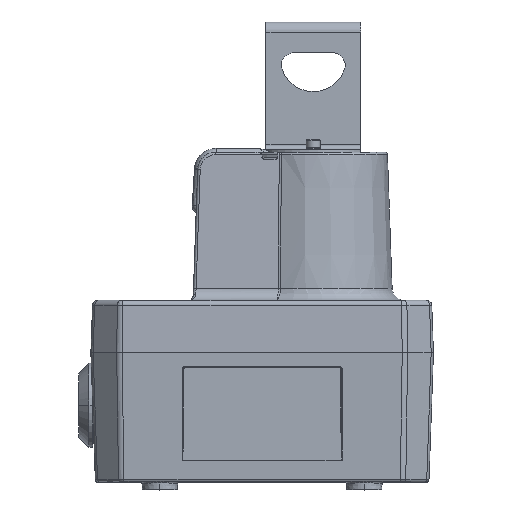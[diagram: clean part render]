
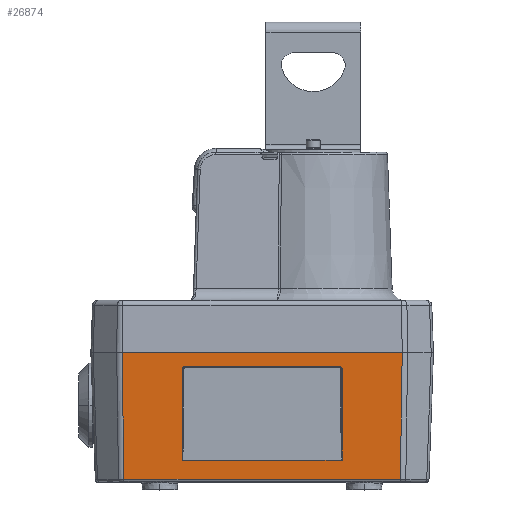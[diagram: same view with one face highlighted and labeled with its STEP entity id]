
A CAD part, top view. The second image highlights one B-rep face of the part: STEP entity #26874.
In plain terms, the highlighted face is planar.
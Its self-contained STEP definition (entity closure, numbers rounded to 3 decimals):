
#17 = CARTESIAN_POINT ( 'NONE',  ( -31.297, -41.519, -65.55 ) ) ;
#756 = CARTESIAN_POINT ( 'NONE',  ( 31.285, -41.523, -65.55 ) ) ;
#1227 = CARTESIAN_POINT ( 'NONE',  ( -30., -4.71, -66.836 ) ) ;
#1428 = CARTESIAN_POINT ( 'NONE',  ( -30.762, -4.71, -66.836 ) ) ;
#1699 = EDGE_CURVE ( 'NONE', #15007, #9737, #19099, .T. ) ;
#1950 = CARTESIAN_POINT ( 'NONE',  ( 31.3, 0., -67. ) ) ;
#2279 = CARTESIAN_POINT ( 'NONE',  ( 31.3, -5.249, -66.817 ) ) ;
#2506 = CARTESIAN_POINT ( 'NONE',  ( 56.037, -41.523, -65.55 ) ) ;
#3087 = CARTESIAN_POINT ( 'NONE',  ( 54.802, 0.5, -67.017 ) ) ;
#3298 = CARTESIAN_POINT ( 'NONE',  ( -31.3, 0., -67. ) ) ;
#3896 = ORIENTED_EDGE ( 'NONE', *, *, #20748, .T. ) ;
#4057 = ORIENTED_EDGE ( 'NONE', *, *, #12722, .T. ) ;
#4851 = DIRECTION ( 'NONE',  ( 1., 0., 0. ) ) ;
#5240 = VECTOR ( 'NONE', #36396, 1000. ) ;
#5525 = VERTEX_POINT ( 'NONE', #20893 ) ;
#5846 = CARTESIAN_POINT ( 'NONE',  ( 54.085, -49.035, -65.288 ) ) ;
#6079 = CARTESIAN_POINT ( 'NONE',  ( -31.29, -41.522, -65.55 ) ) ;
#6238 = CARTESIAN_POINT ( 'NONE',  ( 31.3, -41.517, -65.55 ) ) ;
#6280 = CARTESIAN_POINT ( 'NONE',  ( -31.3, -6.01, -66.79 ) ) ;
#6300 = ORIENTED_EDGE ( 'NONE', *, *, #28539, .T. ) ;
#6437 = ORIENTED_EDGE ( 'NONE', *, *, #12141, .T. ) ;
#6624 = CARTESIAN_POINT ( 'NONE',  ( 31.288, -41.523, -65.55 ) ) ;
#8420 = DIRECTION ( 'NONE',  ( -1., 0., 0. ) ) ;
#8525 = VECTOR ( 'NONE', #4851, 1000. ) ;
#9549 = CARTESIAN_POINT ( 'NONE',  ( 31.294, -41.521, -65.55 ) ) ;
#9601 = ORIENTED_EDGE ( 'NONE', *, *, #30114, .T. ) ;
#9737 = VERTEX_POINT ( 'NONE', #32955 ) ;
#9898 = DIRECTION ( 'NONE',  ( 0., -0.999, 0.035 ) ) ;
#9984 = CARTESIAN_POINT ( 'NONE',  ( 31.3, -41.517, -65.55 ) ) ;
#10293 = CARTESIAN_POINT ( 'NONE',  ( -54.772, -1.601, -66.944 ) ) ;
#10399 = CARTESIAN_POINT ( 'NONE',  ( -31.3, -6.01, -66.79 ) ) ;
#11833 = CARTESIAN_POINT ( 'NONE',  ( 31.3, -6.01, -66.79 ) ) ;
#12069 = VERTEX_POINT ( 'NONE', #5846 ) ;
#12141 = EDGE_CURVE ( 'NONE', #35599, #31387, #18912, .T. ) ;
#12202 = FACE_OUTER_BOUND ( 'NONE', #27038, .T. ) ;
#12609 = ORIENTED_EDGE ( 'NONE', *, *, #22213, .T. ) ;
#12623 = DIRECTION ( 'NONE',  ( -0.014, -0.999, 0.035 ) ) ;
#12722 = EDGE_CURVE ( 'NONE', #14725, #23643, #28348, .T. ) ;
#12957 = LINE ( 'NONE', #20994, #5240 ) ;
#13142 = LINE ( 'NONE', #19392, #31733 ) ;
#13500 = EDGE_CURVE ( 'NONE', #12069, #15007, #12957, .T. ) ;
#14306 = CARTESIAN_POINT ( 'NONE',  ( -31.299, -41.518, -65.55 ) ) ;
#14587 = ORIENTED_EDGE ( 'NONE', *, *, #1699, .T. ) ;
#14676 = LINE ( 'NONE', #32442, #17187 ) ;
#14725 = VERTEX_POINT ( 'NONE', #9984 ) ;
#15007 = VERTEX_POINT ( 'NONE', #16054 ) ;
#15413 = CARTESIAN_POINT ( 'NONE',  ( 31.291, -41.522, -65.55 ) ) ;
#16054 = CARTESIAN_POINT ( 'NONE',  ( -54.085, -49.035, -65.288 ) ) ;
#16471 = VERTEX_POINT ( 'NONE', #3087 ) ;
#16842 = DIRECTION ( 'NONE',  ( -1., 0., 0. ) ) ;
#17187 = VECTOR ( 'NONE', #8420, 1000. ) ;
#17429 = CARTESIAN_POINT ( 'NONE',  ( -31.298, -41.519, -65.55 ) ) ;
#18170 = CARTESIAN_POINT ( 'NONE',  ( 31.296, -41.52, -65.55 ) ) ;
#18270 = PLANE ( 'NONE',  #25603 ) ;
#18361 = CARTESIAN_POINT ( 'NONE',  ( 31.297, -41.519, -65.55 ) ) ;
#18627 = B_SPLINE_CURVE_WITH_KNOTS ( 'NONE', 3,
 ( #20937, #14306, #17429, #17, #35383, #23095, #32837, #6079, #32080, #35005 ),
 .UNSPECIFIED., .F., .F.,
 ( 4, 3, 3, 4 ),
 ( 0., 0., 0., 0. ),
 .UNSPECIFIED. ) ;
#18912 = LINE ( 'NONE', #3298, #31926 ) ;
#19099 = LINE ( 'NONE', #10293, #36637 ) ;
#19392 = CARTESIAN_POINT ( 'NONE',  ( 56.037, -4.71, -66.836 ) ) ;
#19492 = DIRECTION ( 'NONE',  ( -0.014, 0.999, -0.035 ) ) ;
#20244 = CARTESIAN_POINT ( 'NONE',  ( 30., -4.71, -66.836 ) ) ;
#20606 = CARTESIAN_POINT ( 'NONE',  ( 56.037, 0., -67. ) ) ;
#20748 = EDGE_CURVE ( 'NONE', #16471, #12069, #36799, .T. ) ;
#20807 = B_SPLINE_CURVE_WITH_KNOTS ( 'NONE', 3,
 ( #756, #6624, #15413, #9549, #21086, #18170, #18361, #32993, #27153, #6238 ),
 .UNSPECIFIED., .F., .F.,
 ( 4, 3, 3, 4 ),
 ( 0., 0., 0., 0. ),
 .UNSPECIFIED. ) ;
#20893 = CARTESIAN_POINT ( 'NONE',  ( -31.285, -41.523, -65.55 ) ) ;
#20937 = CARTESIAN_POINT ( 'NONE',  ( -31.3, -41.517, -65.55 ) ) ;
#20994 = CARTESIAN_POINT ( 'NONE',  ( -54.071, -49.035, -65.288 ) ) ;
#21086 = CARTESIAN_POINT ( 'NONE',  ( 31.295, -41.521, -65.55 ) ) ;
#21637 = ORIENTED_EDGE ( 'NONE', *, *, #27998, .F. ) ;
#22072 = CARTESIAN_POINT ( 'NONE',  ( 31.285, -41.523, -65.55 ) ) ;
#22213 = EDGE_CURVE ( 'NONE', #32456, #35599, #27379, .T. ) ;
#22380 = CARTESIAN_POINT ( 'NONE',  ( 54.795, 0.018, -67.001 ) ) ;
#22465 =( BOUNDED_CURVE ( )  B_SPLINE_CURVE ( 3, ( #11833, #2279, #26106, #20244 ),
 .UNSPECIFIED., .F., .F. ) 
 B_SPLINE_CURVE_WITH_KNOTS ( ( 4, 4 ),
 ( 1.571, 3.142 ),
 .UNSPECIFIED. ) 
 CURVE ( )  GEOMETRIC_REPRESENTATION_ITEM ( )  RATIONAL_B_SPLINE_CURVE ( ( 1., 0.805, 0.805, 1. ) ) 
 REPRESENTATION_ITEM ( '' )  );
#23095 = CARTESIAN_POINT ( 'NONE',  ( -31.294, -41.521, -65.55 ) ) ;
#23216 = ORIENTED_EDGE ( 'NONE', *, *, #25892, .T. ) ;
#23274 = VERTEX_POINT ( 'NONE', #22072 ) ;
#23643 = VERTEX_POINT ( 'NONE', #30426 ) ;
#24498 = EDGE_CURVE ( 'NONE', #29547, #32456, #13142, .T. ) ;
#25603 = AXIS2_PLACEMENT_3D ( 'NONE', #20606, #35260, #36021 ) ;
#25892 = EDGE_CURVE ( 'NONE', #31387, #5525, #18627, .T. ) ;
#26106 = CARTESIAN_POINT ( 'NONE',  ( 30.762, -4.71, -66.836 ) ) ;
#26874 = ADVANCED_FACE ( 'NONE', ( #32527, #12202 ), #18270, .T. ) ;
#27038 = EDGE_LOOP ( 'NONE', ( #3896, #28315, #14587, #21637 ) ) ;
#27153 = CARTESIAN_POINT ( 'NONE',  ( 31.299, -41.518, -65.55 ) ) ;
#27379 =( BOUNDED_CURVE ( )  B_SPLINE_CURVE ( 3, ( #1227, #1428, #36754, #10399 ),
 .UNSPECIFIED., .F., .F. ) 
 B_SPLINE_CURVE_WITH_KNOTS ( ( 4, 4 ),
 ( 3.142, 4.712 ),
 .UNSPECIFIED. ) 
 CURVE ( )  GEOMETRIC_REPRESENTATION_ITEM ( )  RATIONAL_B_SPLINE_CURVE ( ( 1., 0.805, 0.805, 1. ) ) 
 REPRESENTATION_ITEM ( '' )  );
#27694 = CARTESIAN_POINT ( 'NONE',  ( -31.3, -41.517, -65.55 ) ) ;
#27998 = EDGE_CURVE ( 'NONE', #16471, #9737, #14676, .T. ) ;
#28315 = ORIENTED_EDGE ( 'NONE', *, *, #13500, .T. ) ;
#28348 = LINE ( 'NONE', #1950, #35153 ) ;
#28539 = EDGE_CURVE ( 'NONE', #23643, #29547, #22465, .T. ) ;
#29547 = VERTEX_POINT ( 'NONE', #29572 ) ;
#29572 = CARTESIAN_POINT ( 'NONE',  ( 30., -4.71, -66.836 ) ) ;
#29680 = ORIENTED_EDGE ( 'NONE', *, *, #24498, .T. ) ;
#30114 = EDGE_CURVE ( 'NONE', #23274, #14725, #20807, .T. ) ;
#30174 = EDGE_CURVE ( 'NONE', #5525, #23274, #31805, .T. ) ;
#30426 = CARTESIAN_POINT ( 'NONE',  ( 31.3, -6.01, -66.79 ) ) ;
#31387 = VERTEX_POINT ( 'NONE', #27694 ) ;
#31733 = VECTOR ( 'NONE', #16842, 1000. ) ;
#31805 = LINE ( 'NONE', #2506, #8525 ) ;
#31926 = VECTOR ( 'NONE', #9898, 1000. ) ;
#32080 = CARTESIAN_POINT ( 'NONE',  ( -31.288, -41.523, -65.55 ) ) ;
#32442 = CARTESIAN_POINT ( 'NONE',  ( 0., 0.5, -67.017 ) ) ;
#32456 = VERTEX_POINT ( 'NONE', #33481 ) ;
#32527 = FACE_BOUND ( 'NONE', #33571, .T. ) ;
#32837 = CARTESIAN_POINT ( 'NONE',  ( -31.293, -41.522, -65.55 ) ) ;
#32955 = CARTESIAN_POINT ( 'NONE',  ( -54.802, 0.5, -67.017 ) ) ;
#32993 = CARTESIAN_POINT ( 'NONE',  ( 31.298, -41.519, -65.55 ) ) ;
#33481 = CARTESIAN_POINT ( 'NONE',  ( -30., -4.71, -66.836 ) ) ;
#33571 = EDGE_LOOP ( 'NONE', ( #6437, #23216, #37144, #9601, #4057, #6300, #29680, #12609 ) ) ;
#34572 = DIRECTION ( 'NONE',  ( 0., 0.999, -0.035 ) ) ;
#35005 = CARTESIAN_POINT ( 'NONE',  ( -31.285, -41.523, -65.55 ) ) ;
#35153 = VECTOR ( 'NONE', #34572, 1000. ) ;
#35260 = DIRECTION ( 'NONE',  ( 0., -0.035, -0.999 ) ) ;
#35383 = CARTESIAN_POINT ( 'NONE',  ( -31.296, -41.52, -65.55 ) ) ;
#35599 = VERTEX_POINT ( 'NONE', #6280 ) ;
#36021 = DIRECTION ( 'NONE',  ( 0., -0.999, 0.035 ) ) ;
#36396 = DIRECTION ( 'NONE',  ( -1., 0., 0. ) ) ;
#36637 = VECTOR ( 'NONE', #19492, 1000. ) ;
#36675 = VECTOR ( 'NONE', #12623, 1000. ) ;
#36754 = CARTESIAN_POINT ( 'NONE',  ( -31.3, -5.249, -66.817 ) ) ;
#36799 = LINE ( 'NONE', #22380, #36675 ) ;
#37144 = ORIENTED_EDGE ( 'NONE', *, *, #30174, .T. ) ;
